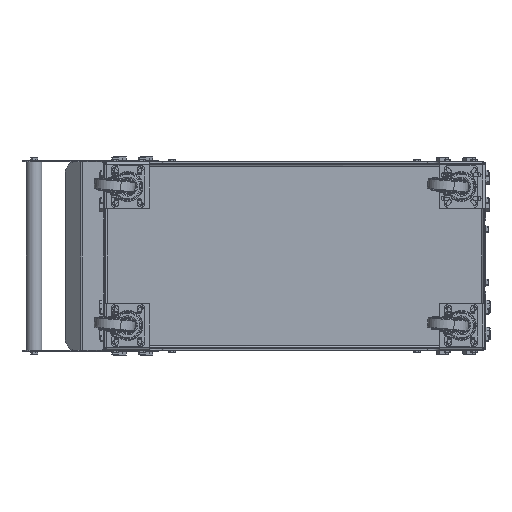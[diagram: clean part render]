
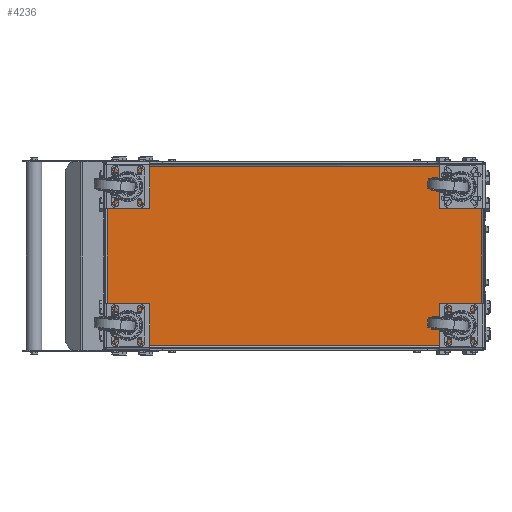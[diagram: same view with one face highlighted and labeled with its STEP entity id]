
A CAD part, front view. The second image highlights one B-rep face of the part: STEP entity #4236.
In plain terms, the highlighted face is planar.
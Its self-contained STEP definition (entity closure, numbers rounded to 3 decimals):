
#495 = AXIS2_PLACEMENT_3D ( 'NONE', #37474, #11999, #15587 ) ;
#1185 = VERTEX_POINT ( 'NONE', #38637 ) ;
#2608 = CARTESIAN_POINT ( 'NONE',  ( 463.793, 0., -224.293 ) ) ;
#3153 = EDGE_CURVE ( 'NONE', #15687, #1185, #34502, .T. ) ;
#4236 = ADVANCED_FACE ( 'NONE', ( #7008 ), #30120, .T. ) ;
#4986 = CARTESIAN_POINT ( 'NONE',  ( 459.203, 0., 221.19 ) ) ;
#6005 = EDGE_CURVE ( 'NONE', #19736, #27943, #8601, .T. ) ;
#6046 = CIRCLE ( 'NONE', #495, 5.54 ) ;
#6861 = EDGE_CURVE ( 'NONE', #19736, #32020, #43828, .T. ) ;
#7008 = FACE_OUTER_BOUND ( 'NONE', #36530, .T. ) ;
#8601 = CIRCLE ( 'NONE', #40800, 5.54 ) ;
#8975 = ORIENTED_EDGE ( 'NONE', *, *, #3153, .F. ) ;
#9138 = CARTESIAN_POINT ( 'NONE',  ( -459.203, 0., -221.19 ) ) ;
#10028 = DIRECTION ( 'NONE',  ( 0., 0., -1. ) ) ;
#10274 = CARTESIAN_POINT ( 'NONE',  ( -460.69, 0., -219.703 ) ) ;
#10536 = DIRECTION ( 'NONE',  ( 0., 0., -1. ) ) ;
#10852 = VECTOR ( 'NONE', #19246, 1000. ) ;
#11173 = EDGE_CURVE ( 'NONE', #15687, #32020, #39086, .T. ) ;
#11453 = CARTESIAN_POINT ( 'NONE',  ( 463.793, 0., 221.19 ) ) ;
#11534 = CIRCLE ( 'NONE', #36301, 5.54 ) ;
#11999 = DIRECTION ( 'NONE',  ( 0., -1., 0. ) ) ;
#12272 = DIRECTION ( 'NONE',  ( 0., 0., 1. ) ) ;
#13385 = VERTEX_POINT ( 'NONE', #4986 ) ;
#14150 = VECTOR ( 'NONE', #35303, 1000. ) ;
#15587 = DIRECTION ( 'NONE',  ( 0., 0., -1. ) ) ;
#15687 = VERTEX_POINT ( 'NONE', #28882 ) ;
#15975 = EDGE_CURVE ( 'NONE', #20973, #40089, #11534, .T. ) ;
#16026 = AXIS2_PLACEMENT_3D ( 'NONE', #2608, #27534, #31603 ) ;
#16373 = ORIENTED_EDGE ( 'NONE', *, *, #20016, .F. ) ;
#17404 = CARTESIAN_POINT ( 'NONE',  ( -460.69, 0., 224.293 ) ) ;
#18217 = ORIENTED_EDGE ( 'NONE', *, *, #43181, .T. ) ;
#19246 = DIRECTION ( 'NONE',  ( -1., 0., 0. ) ) ;
#19687 = CARTESIAN_POINT ( 'NONE',  ( -460.69, 0., 219.703 ) ) ;
#19736 = VERTEX_POINT ( 'NONE', #9138 ) ;
#20016 = EDGE_CURVE ( 'NONE', #20973, #27943, #45359, .T. ) ;
#20742 = VECTOR ( 'NONE', #21176, 1000. ) ;
#20973 = VERTEX_POINT ( 'NONE', #19687 ) ;
#21176 = DIRECTION ( 'NONE',  ( 0., 0., -1. ) ) ;
#23119 = EDGE_CURVE ( 'NONE', #13385, #40089, #37180, .T. ) ;
#23404 = DIRECTION ( 'NONE',  ( 0., 1., 0. ) ) ;
#24787 = CARTESIAN_POINT ( 'NONE',  ( -463.793, 0., 224.293 ) ) ;
#24980 = CARTESIAN_POINT ( 'NONE',  ( -463.793, 0., -224.293 ) ) ;
#27534 = DIRECTION ( 'NONE',  ( 0., -1., 0. ) ) ;
#27943 = VERTEX_POINT ( 'NONE', #10274 ) ;
#28098 = CARTESIAN_POINT ( 'NONE',  ( -459.203, 0., 221.19 ) ) ;
#28594 = CARTESIAN_POINT ( 'NONE',  ( -463.793, 0., -221.19 ) ) ;
#28882 = CARTESIAN_POINT ( 'NONE',  ( 460.69, 0., -219.703 ) ) ;
#30120 = PLANE ( 'NONE',  #40733 ) ;
#31091 = CARTESIAN_POINT ( 'NONE',  ( 459.203, 0., -221.19 ) ) ;
#31603 = DIRECTION ( 'NONE',  ( 0., 0., -1. ) ) ;
#31799 = DIRECTION ( 'NONE',  ( 0., -1., 0. ) ) ;
#31990 = DIRECTION ( 'NONE',  ( 0., -1., 0. ) ) ;
#32020 = VERTEX_POINT ( 'NONE', #31091 ) ;
#32558 = ORIENTED_EDGE ( 'NONE', *, *, #23119, .F. ) ;
#33403 = CARTESIAN_POINT ( 'NONE',  ( 0., 0., 0. ) ) ;
#34502 = LINE ( 'NONE', #35788, #43477 ) ;
#35303 = DIRECTION ( 'NONE',  ( 1., 0., 0. ) ) ;
#35518 = ORIENTED_EDGE ( 'NONE', *, *, #11173, .T. ) ;
#35788 = CARTESIAN_POINT ( 'NONE',  ( 460.69, 0., -224.293 ) ) ;
#36301 = AXIS2_PLACEMENT_3D ( 'NONE', #24787, #31799, #10028 ) ;
#36530 = EDGE_LOOP ( 'NONE', ( #8975, #35518, #39414, #39759, #16373, #45629, #32558, #18217 ) ) ;
#37180 = LINE ( 'NONE', #11453, #10852 ) ;
#37474 = CARTESIAN_POINT ( 'NONE',  ( 463.793, 0., 224.293 ) ) ;
#38637 = CARTESIAN_POINT ( 'NONE',  ( 460.69, 0., 219.703 ) ) ;
#39086 = CIRCLE ( 'NONE', #16026, 5.54 ) ;
#39111 = DIRECTION ( 'NONE',  ( 0., 0., 1. ) ) ;
#39414 = ORIENTED_EDGE ( 'NONE', *, *, #6861, .F. ) ;
#39759 = ORIENTED_EDGE ( 'NONE', *, *, #6005, .T. ) ;
#40089 = VERTEX_POINT ( 'NONE', #28098 ) ;
#40733 = AXIS2_PLACEMENT_3D ( 'NONE', #33403, #23404, #12272 ) ;
#40800 = AXIS2_PLACEMENT_3D ( 'NONE', #24980, #31990, #10536 ) ;
#43181 = EDGE_CURVE ( 'NONE', #13385, #1185, #6046, .T. ) ;
#43477 = VECTOR ( 'NONE', #39111, 1000. ) ;
#43828 = LINE ( 'NONE', #28594, #14150 ) ;
#45359 = LINE ( 'NONE', #17404, #20742 ) ;
#45629 = ORIENTED_EDGE ( 'NONE', *, *, #15975, .T. ) ;
